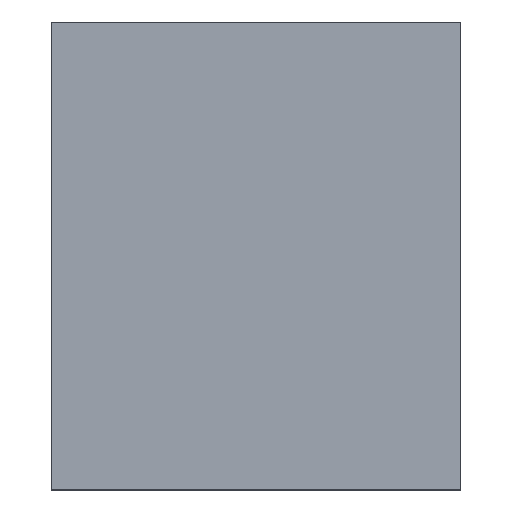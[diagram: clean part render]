
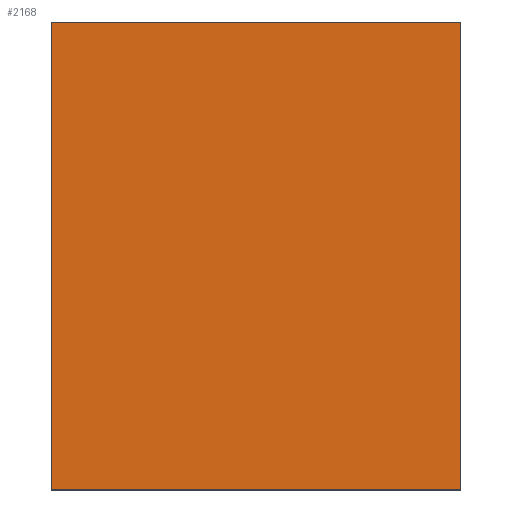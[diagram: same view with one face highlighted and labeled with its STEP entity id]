
A CAD part, top view. The second image highlights one B-rep face of the part: STEP entity #2168.
In plain terms, the highlighted planar face has unit normal (0, 0, 1).
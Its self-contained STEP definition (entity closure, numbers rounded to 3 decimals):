
#2047=CARTESIAN_POINT('',(0.,10.16,0.8));
#2048=VERTEX_POINT('',#2047);
#2051=CARTESIAN_POINT('',(0.,0.,0.8));
#2052=VERTEX_POINT('',#2051);
#2055=CARTESIAN_POINT('',(8.89,0.,0.8));
#2056=VERTEX_POINT('',#2055);
#2059=CARTESIAN_POINT('',(8.89,10.16,0.8));
#2060=VERTEX_POINT('',#2059);
#2064=DIRECTION('',(0.,-10.16,0.));
#2065=VECTOR('',#2064,1.);
#2066=LINE('',#2047,#2065);
#2070=DIRECTION('',(8.89,0.,0.));
#2071=VECTOR('',#2070,1.);
#2072=LINE('',#2051,#2071);
#2076=DIRECTION('',(0.,10.16,0.));
#2077=VECTOR('',#2076,1.);
#2078=LINE('',#2055,#2077);
#2082=DIRECTION('',(-8.89,0.,0.));
#2083=VECTOR('',#2082,1.);
#2084=LINE('',#2059,#2083);
#2100=EDGE_CURVE('',#2048,#2052,#2066,.T.);
#2101=ORIENTED_EDGE('',*,*,#2100,.T.);
#2109=EDGE_CURVE('',#2052,#2056,#2072,.T.);
#2110=ORIENTED_EDGE('',*,*,#2109,.T.);
#2118=EDGE_CURVE('',#2056,#2060,#2078,.T.);
#2119=ORIENTED_EDGE('',*,*,#2118,.T.);
#2127=EDGE_CURVE('',#2060,#2048,#2084,.T.);
#2128=ORIENTED_EDGE('',*,*,#2127,.T.);
#2163=EDGE_LOOP('',(#2101,#2110,#2119,#2128));
#2164=FACE_OUTER_BOUND('',#2163,.T.);
#2165=DIRECTION('',(0.,0.,1.));
#2166=AXIS2_PLACEMENT_3D('',#2047,#2165,$);
#2167=PLANE('',#2166);
#2168=ADVANCED_FACE('',(#2164),#2167,.T.);
